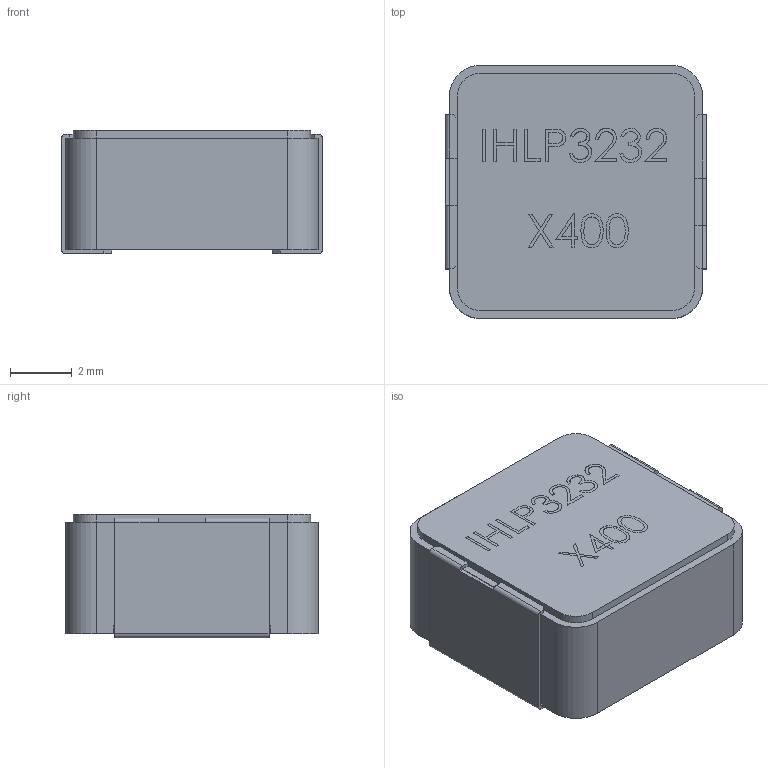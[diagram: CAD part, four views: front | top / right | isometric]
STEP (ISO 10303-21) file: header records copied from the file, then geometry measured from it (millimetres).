
FILE_DESCRIPTION(/* description */ (''),/* implementation_level */ '2;1');
FILE_NAME(/* name */ 'IHLP3232X400.step',/* time_stamp */ '2020-05-01T18:21:37-04:00',/* author */ (''),/* organization */ (''),/* preprocessor_version */ 'ST-DEVELOPER v18.1',/* originating_system */ 'Autodesk Translation Framework v9.2.0.1227',/* authorisation */ '');
FILE_SCHEMA (('AUTOMOTIVE_DESIGN { 1 0 10303 214 3 1 1 }'));
Length unit declared in the file: millimetre
Products named in the file (3): IHLP3232X400; BODY IHLP3232X400; CLIP 400
Assembly tree (3 placements, depth 2):
  IHLP3232X400
    BODY IHLP3232X400
    CLIP 400  x2
Bounding box: 8.45 x 8.2 x 4 mm (x, y, z)
Volume: 257.7 mm3; surface area: 374.1 mm2
Topology: 15 solids, 15 shells, 234 faces, 547 edges, 344 vertices
Faces by surface type: plane 156, bspline 64, cylinder 14
Entity records: 13006 total; most frequent: CARTESIAN_POINT 8547, ORIENTED_EDGE 976, DIRECTION 688, EDGE_CURVE 488, LINE 338, VECTOR 338, VERTEX_POINT 306, EDGE_LOOP 220
